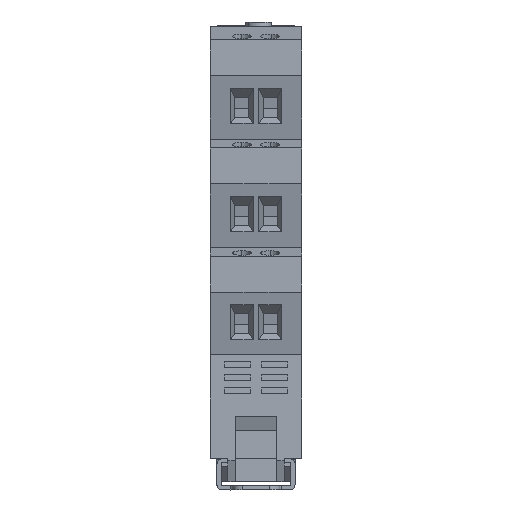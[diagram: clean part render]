
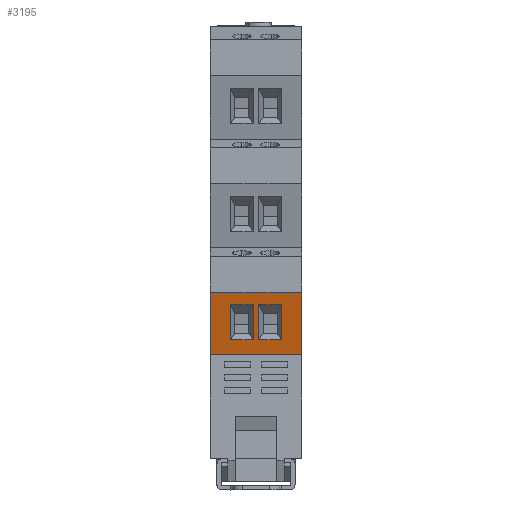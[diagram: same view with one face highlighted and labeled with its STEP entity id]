
A CAD part, front view. The second image highlights one B-rep face of the part: STEP entity #3195.
In plain terms, the highlighted planar face has unit normal (0, -0.97, -0.242).
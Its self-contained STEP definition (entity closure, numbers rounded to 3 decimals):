
#3082=AXIS2_PLACEMENT_3D('Plane Axis2P3D',#3079,#3080,#3081) ;
#683=CARTESIAN_POINT('Vertex',(0.,3.,25.968)) ;
#686=CARTESIAN_POINT('Line Origine',(0.,1.5,31.984)) ;
#690=CARTESIAN_POINT('Vertex',(0.,0.,38.)) ;
#1108=CARTESIAN_POINT('Vertex',(17.5,0.,38.)) ;
#1111=CARTESIAN_POINT('Line Origine',(17.5,1.5,31.984)) ;
#1115=CARTESIAN_POINT('Vertex',(17.5,3.,25.968)) ;
#2835=CARTESIAN_POINT('Line Origine',(8.75,3.,25.968)) ;
#3079=CARTESIAN_POINT('Axis2P3D Location',(0.,0.,38.)) ;
#3084=CARTESIAN_POINT('Line Origine',(15.575,0.,38.)) ;
#3088=CARTESIAN_POINT('Vertex',(13.65,0.,38.)) ;
#3091=CARTESIAN_POINT('Line Origine',(11.45,0.,38.)) ;
#3095=CARTESIAN_POINT('Vertex',(9.25,0.,38.)) ;
#3098=CARTESIAN_POINT('Line Origine',(8.75,0.,38.)) ;
#3102=CARTESIAN_POINT('Vertex',(8.25,0.,38.)) ;
#3105=CARTESIAN_POINT('Line Origine',(6.05,0.,38.)) ;
#3109=CARTESIAN_POINT('Vertex',(3.85,0.,38.)) ;
#3112=CARTESIAN_POINT('Line Origine',(1.925,0.,38.)) ;
#3127=CARTESIAN_POINT('Line Origine',(3.85,1.442,32.215)) ;
#3131=CARTESIAN_POINT('Vertex',(3.85,2.289,28.819)) ;
#3133=CARTESIAN_POINT('Vertex',(3.85,0.596,35.611)) ;
#3136=CARTESIAN_POINT('Line Origine',(6.05,0.596,35.611)) ;
#3140=CARTESIAN_POINT('Vertex',(8.25,0.596,35.611)) ;
#3143=CARTESIAN_POINT('Line Origine',(8.25,1.442,32.215)) ;
#3147=CARTESIAN_POINT('Vertex',(8.25,2.289,28.819)) ;
#3150=CARTESIAN_POINT('Line Origine',(6.05,2.289,28.819)) ;
#3161=CARTESIAN_POINT('Line Origine',(13.65,1.442,32.215)) ;
#3165=CARTESIAN_POINT('Vertex',(13.65,2.289,28.819)) ;
#3167=CARTESIAN_POINT('Vertex',(13.65,0.596,35.611)) ;
#3170=CARTESIAN_POINT('Line Origine',(11.45,2.289,28.819)) ;
#3174=CARTESIAN_POINT('Vertex',(9.25,2.289,28.819)) ;
#3177=CARTESIAN_POINT('Line Origine',(9.25,1.442,32.215)) ;
#3181=CARTESIAN_POINT('Vertex',(9.25,0.596,35.611)) ;
#3184=CARTESIAN_POINT('Line Origine',(11.45,0.596,35.611)) ;
#687=DIRECTION('Vector Direction',(0.,0.242,-0.97)) ;
#1112=DIRECTION('Vector Direction',(0.,0.242,-0.97)) ;
#2836=DIRECTION('Vector Direction',(-1.,0.,0.)) ;
#3080=DIRECTION('Axis2P3D Direction',(0.,-0.97,-0.242)) ;
#3081=DIRECTION('Axis2P3D XDirection',(0.,0.242,-0.97)) ;
#3085=DIRECTION('Vector Direction',(1.,0.,0.)) ;
#3092=DIRECTION('Vector Direction',(1.,0.,0.)) ;
#3099=DIRECTION('Vector Direction',(1.,0.,0.)) ;
#3106=DIRECTION('Vector Direction',(1.,0.,0.)) ;
#3113=DIRECTION('Vector Direction',(1.,0.,0.)) ;
#3128=DIRECTION('Vector Direction',(0.,-0.242,0.97)) ;
#3137=DIRECTION('Vector Direction',(-1.,0.,0.)) ;
#3144=DIRECTION('Vector Direction',(0.,-0.242,0.97)) ;
#3151=DIRECTION('Vector Direction',(1.,0.,0.)) ;
#3162=DIRECTION('Vector Direction',(0.,-0.242,0.97)) ;
#3171=DIRECTION('Vector Direction',(1.,0.,0.)) ;
#3178=DIRECTION('Vector Direction',(0.,-0.242,0.97)) ;
#3185=DIRECTION('Vector Direction',(-1.,0.,0.)) ;
#688=VECTOR('Line Direction',#687,1.) ;
#1113=VECTOR('Line Direction',#1112,1.) ;
#2837=VECTOR('Line Direction',#2836,1.) ;
#3086=VECTOR('Line Direction',#3085,1.) ;
#3093=VECTOR('Line Direction',#3092,1.) ;
#3100=VECTOR('Line Direction',#3099,1.) ;
#3107=VECTOR('Line Direction',#3106,1.) ;
#3114=VECTOR('Line Direction',#3113,1.) ;
#3129=VECTOR('Line Direction',#3128,1.) ;
#3138=VECTOR('Line Direction',#3137,1.) ;
#3145=VECTOR('Line Direction',#3144,1.) ;
#3152=VECTOR('Line Direction',#3151,1.) ;
#3163=VECTOR('Line Direction',#3162,1.) ;
#3172=VECTOR('Line Direction',#3171,1.) ;
#3179=VECTOR('Line Direction',#3178,1.) ;
#3186=VECTOR('Line Direction',#3185,1.) ;
#3118=ORIENTED_EDGE('',*,*,#1117,.F.) ;
#3119=ORIENTED_EDGE('',*,*,#3090,.F.) ;
#3120=ORIENTED_EDGE('',*,*,#3097,.F.) ;
#3121=ORIENTED_EDGE('',*,*,#3104,.F.) ;
#3122=ORIENTED_EDGE('',*,*,#3111,.F.) ;
#3123=ORIENTED_EDGE('',*,*,#3116,.F.) ;
#3124=ORIENTED_EDGE('',*,*,#692,.T.) ;
#3125=ORIENTED_EDGE('',*,*,#2839,.T.) ;
#3156=ORIENTED_EDGE('',*,*,#3135,.T.) ;
#3157=ORIENTED_EDGE('',*,*,#3142,.T.) ;
#3158=ORIENTED_EDGE('',*,*,#3149,.F.) ;
#3159=ORIENTED_EDGE('',*,*,#3154,.F.) ;
#3190=ORIENTED_EDGE('',*,*,#3169,.F.) ;
#3191=ORIENTED_EDGE('',*,*,#3176,.F.) ;
#3192=ORIENTED_EDGE('',*,*,#3183,.T.) ;
#3193=ORIENTED_EDGE('',*,*,#3188,.T.) ;
#3160=FACE_BOUND('',#3155,.T.) ;
#3194=FACE_BOUND('',#3189,.T.) ;
#3195=ADVANCED_FACE('GEHAEUSE',(#3126,#3160,#3194),#3083,.T.) ;
#692=EDGE_CURVE('',#691,#684,#689,.T.) ;
#1117=EDGE_CURVE('',#1109,#1116,#1114,.T.) ;
#2839=EDGE_CURVE('',#684,#1116,#2838,.F.) ;
#3090=EDGE_CURVE('',#3089,#1109,#3087,.T.) ;
#3097=EDGE_CURVE('',#3096,#3089,#3094,.T.) ;
#3104=EDGE_CURVE('',#3103,#3096,#3101,.T.) ;
#3111=EDGE_CURVE('',#3110,#3103,#3108,.T.) ;
#3116=EDGE_CURVE('',#691,#3110,#3115,.T.) ;
#3135=EDGE_CURVE('',#3132,#3134,#3130,.T.) ;
#3142=EDGE_CURVE('',#3134,#3141,#3139,.F.) ;
#3149=EDGE_CURVE('',#3148,#3141,#3146,.T.) ;
#3154=EDGE_CURVE('',#3132,#3148,#3153,.T.) ;
#3169=EDGE_CURVE('',#3166,#3168,#3164,.T.) ;
#3176=EDGE_CURVE('',#3175,#3166,#3173,.T.) ;
#3183=EDGE_CURVE('',#3175,#3182,#3180,.T.) ;
#3188=EDGE_CURVE('',#3182,#3168,#3187,.F.) ;
#3117=EDGE_LOOP('',(#3118,#3119,#3120,#3121,#3122,#3123,#3124,#3125)) ;
#3155=EDGE_LOOP('',(#3156,#3157,#3158,#3159)) ;
#3189=EDGE_LOOP('',(#3190,#3191,#3192,#3193)) ;
#3126=FACE_OUTER_BOUND('',#3117,.T.) ;
#689=LINE('Line',#686,#688) ;
#1114=LINE('Line',#1111,#1113) ;
#2838=LINE('Line',#2835,#2837) ;
#3087=LINE('Line',#3084,#3086) ;
#3094=LINE('Line',#3091,#3093) ;
#3101=LINE('Line',#3098,#3100) ;
#3108=LINE('Line',#3105,#3107) ;
#3115=LINE('Line',#3112,#3114) ;
#3130=LINE('Line',#3127,#3129) ;
#3139=LINE('Line',#3136,#3138) ;
#3146=LINE('Line',#3143,#3145) ;
#3153=LINE('Line',#3150,#3152) ;
#3164=LINE('Line',#3161,#3163) ;
#3173=LINE('Line',#3170,#3172) ;
#3180=LINE('Line',#3177,#3179) ;
#3187=LINE('Line',#3184,#3186) ;
#3083=PLANE('',#3082) ;
#684=VERTEX_POINT('',#683) ;
#691=VERTEX_POINT('',#690) ;
#1109=VERTEX_POINT('',#1108) ;
#1116=VERTEX_POINT('',#1115) ;
#3089=VERTEX_POINT('',#3088) ;
#3096=VERTEX_POINT('',#3095) ;
#3103=VERTEX_POINT('',#3102) ;
#3110=VERTEX_POINT('',#3109) ;
#3132=VERTEX_POINT('',#3131) ;
#3134=VERTEX_POINT('',#3133) ;
#3141=VERTEX_POINT('',#3140) ;
#3148=VERTEX_POINT('',#3147) ;
#3166=VERTEX_POINT('',#3165) ;
#3168=VERTEX_POINT('',#3167) ;
#3175=VERTEX_POINT('',#3174) ;
#3182=VERTEX_POINT('',#3181) ;
